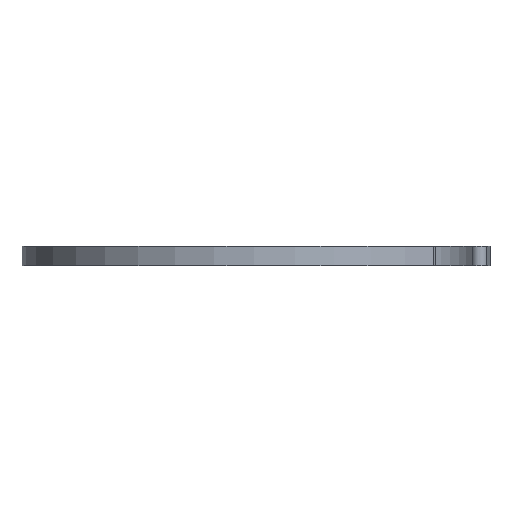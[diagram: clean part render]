
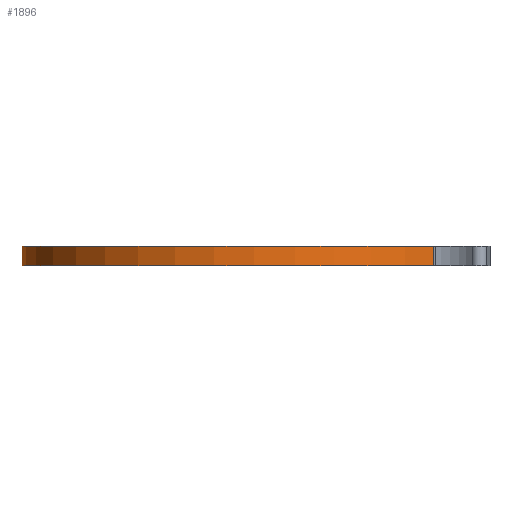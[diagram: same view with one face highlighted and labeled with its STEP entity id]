
A CAD part, left-side view. The second image highlights one B-rep face of the part: STEP entity #1896.
In plain terms, the highlighted cylindrical face has radius 61 mm (diameter 122 mm), a partial arc.
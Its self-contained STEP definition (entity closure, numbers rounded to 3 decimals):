
#84 = PLANE('',#85);
#85 = AXIS2_PLACEMENT_3D('',#86,#87,#88);
#86 = CARTESIAN_POINT('',(-12.053,-56.451,5.));
#87 = DIRECTION('',(0.,0.,-1.));
#88 = DIRECTION('',(-1.,0.,0.));
#143 = PLANE('',#144);
#144 = AXIS2_PLACEMENT_3D('',#145,#146,#147);
#145 = CARTESIAN_POINT('',(-12.053,-56.451,0.));
#146 = DIRECTION('',(0.,0.,-1.));
#147 = DIRECTION('',(-1.,0.,0.));
#207 = CYLINDRICAL_SURFACE('',#208,2.);
#208 = AXIS2_PLACEMENT_3D('',#209,#210,#211);
#209 = CARTESIAN_POINT('',(-38.5,-44.708,0.));
#210 = DIRECTION('',(-0.,-0.,-1.));
#211 = DIRECTION('',(1.,0.,0.));
#337 = VERTEX_POINT('',#338);
#338 = CARTESIAN_POINT('',(-39.805,-46.223,0.));
#364 = EDGE_CURVE('',#365,#337,#367,.T.);
#365 = VERTEX_POINT('',#366);
#366 = CARTESIAN_POINT('',(39.805,-46.223,0.));
#367 = SURFACE_CURVE('',#368,(#373,#384),.PCURVE_S1.);
#368 = CIRCLE('',#369,61.);
#369 = AXIS2_PLACEMENT_3D('',#370,#371,#372);
#370 = CARTESIAN_POINT('',(0.,0.,0.));
#371 = DIRECTION('',(0.,0.,1.));
#372 = DIRECTION('',(1.,0.,0.));
#373 = PCURVE('',#143,#374);
#374 = DEFINITIONAL_REPRESENTATION('',(#375),#383);
#375 = ( BOUNDED_CURVE() B_SPLINE_CURVE(2,(#376,#377,#378,#379,#380,#381
,#382),.UNSPECIFIED.,.F.,.F.) B_SPLINE_CURVE_WITH_KNOTS((1,2,2,2,2,1),(
    -2.094,0.,2.094,4.189,6.283,
8.378),.UNSPECIFIED.) CURVE() GEOMETRIC_REPRESENTATION_ITEM() 
RATIONAL_B_SPLINE_CURVE((1.,0.5,1.,0.5,1.,0.5,1.)) REPRESENTATION_ITEM(
  '') );
#376 = CARTESIAN_POINT('',(-73.053,56.451));
#377 = CARTESIAN_POINT('',(-73.053,162.106));
#378 = CARTESIAN_POINT('',(18.447,109.279));
#379 = CARTESIAN_POINT('',(109.947,56.451));
#380 = CARTESIAN_POINT('',(18.447,3.623));
#381 = CARTESIAN_POINT('',(-73.053,-49.204));
#382 = CARTESIAN_POINT('',(-73.053,56.451));
#383 = ( GEOMETRIC_REPRESENTATION_CONTEXT(2) 
PARAMETRIC_REPRESENTATION_CONTEXT() REPRESENTATION_CONTEXT('2D SPACE',''
  ) );
#384 = PCURVE('',#385,#390);
#385 = CYLINDRICAL_SURFACE('',#386,61.);
#386 = AXIS2_PLACEMENT_3D('',#387,#388,#389);
#387 = CARTESIAN_POINT('',(0.,0.,0.));
#388 = DIRECTION('',(-0.,-0.,-1.));
#389 = DIRECTION('',(1.,0.,0.));
#390 = DEFINITIONAL_REPRESENTATION('',(#391),#395);
#391 = LINE('',#392,#393);
#392 = CARTESIAN_POINT('',(-0.,0.));
#393 = VECTOR('',#394,1.);
#394 = DIRECTION('',(-1.,0.));
#395 = ( GEOMETRIC_REPRESENTATION_CONTEXT(2) 
PARAMETRIC_REPRESENTATION_CONTEXT() REPRESENTATION_CONTEXT('2D SPACE',''
  ) );
#418 = CYLINDRICAL_SURFACE('',#419,2.);
#419 = AXIS2_PLACEMENT_3D('',#420,#421,#422);
#420 = CARTESIAN_POINT('',(38.5,-44.708,0.));
#421 = DIRECTION('',(-0.,-0.,-1.));
#422 = DIRECTION('',(1.,0.,0.));
#1103 = VERTEX_POINT('',#1104);
#1104 = CARTESIAN_POINT('',(-39.805,-46.223,5.));
#1130 = EDGE_CURVE('',#1131,#1103,#1133,.T.);
#1131 = VERTEX_POINT('',#1132);
#1132 = CARTESIAN_POINT('',(39.805,-46.223,5.));
#1133 = SURFACE_CURVE('',#1134,(#1139,#1150),.PCURVE_S1.);
#1134 = CIRCLE('',#1135,61.);
#1135 = AXIS2_PLACEMENT_3D('',#1136,#1137,#1138);
#1136 = CARTESIAN_POINT('',(0.,0.,5.));
#1137 = DIRECTION('',(0.,0.,1.));
#1138 = DIRECTION('',(1.,0.,0.));
#1139 = PCURVE('',#84,#1140);
#1140 = DEFINITIONAL_REPRESENTATION('',(#1141),#1149);
#1141 = ( BOUNDED_CURVE() B_SPLINE_CURVE(2,(#1142,#1143,#1144,#1145,
#1146,#1147,#1148),.UNSPECIFIED.,.F.,.F.) B_SPLINE_CURVE_WITH_KNOTS((1,2
    ,2,2,2,1),(-2.094,0.,2.094,4.189,
6.283,8.378),.UNSPECIFIED.) CURVE() 
GEOMETRIC_REPRESENTATION_ITEM() RATIONAL_B_SPLINE_CURVE((1.,0.5,1.,0.5,
1.,0.5,1.)) REPRESENTATION_ITEM('') );
#1142 = CARTESIAN_POINT('',(-73.053,56.451));
#1143 = CARTESIAN_POINT('',(-73.053,162.106));
#1144 = CARTESIAN_POINT('',(18.447,109.279));
#1145 = CARTESIAN_POINT('',(109.947,56.451));
#1146 = CARTESIAN_POINT('',(18.447,3.623));
#1147 = CARTESIAN_POINT('',(-73.053,-49.204));
#1148 = CARTESIAN_POINT('',(-73.053,56.451));
#1149 = ( GEOMETRIC_REPRESENTATION_CONTEXT(2) 
PARAMETRIC_REPRESENTATION_CONTEXT() REPRESENTATION_CONTEXT('2D SPACE',''
  ) );
#1150 = PCURVE('',#385,#1151);
#1151 = DEFINITIONAL_REPRESENTATION('',(#1152),#1156);
#1152 = LINE('',#1153,#1154);
#1153 = CARTESIAN_POINT('',(-0.,-5.));
#1154 = VECTOR('',#1155,1.);
#1155 = DIRECTION('',(-1.,0.));
#1156 = ( GEOMETRIC_REPRESENTATION_CONTEXT(2) 
PARAMETRIC_REPRESENTATION_CONTEXT() REPRESENTATION_CONTEXT('2D SPACE',''
  ) );
#1846 = EDGE_CURVE('',#337,#1103,#1847,.T.);
#1847 = SURFACE_CURVE('',#1848,(#1852,#1859),.PCURVE_S1.);
#1848 = LINE('',#1849,#1850);
#1849 = CARTESIAN_POINT('',(-39.805,-46.223,0.));
#1850 = VECTOR('',#1851,1.);
#1851 = DIRECTION('',(0.,0.,1.));
#1852 = PCURVE('',#207,#1853);
#1853 = DEFINITIONAL_REPRESENTATION('',(#1854),#1858);
#1854 = LINE('',#1855,#1856);
#1855 = CARTESIAN_POINT('',(-4.001,0.));
#1856 = VECTOR('',#1857,1.);
#1857 = DIRECTION('',(-0.,-1.));
#1858 = ( GEOMETRIC_REPRESENTATION_CONTEXT(2) 
PARAMETRIC_REPRESENTATION_CONTEXT() REPRESENTATION_CONTEXT('2D SPACE',''
  ) );
#1859 = PCURVE('',#385,#1860);
#1860 = DEFINITIONAL_REPRESENTATION('',(#1861),#1865);
#1861 = LINE('',#1862,#1863);
#1862 = CARTESIAN_POINT('',(-10.285,0.));
#1863 = VECTOR('',#1864,1.);
#1864 = DIRECTION('',(-0.,-1.));
#1865 = ( GEOMETRIC_REPRESENTATION_CONTEXT(2) 
PARAMETRIC_REPRESENTATION_CONTEXT() REPRESENTATION_CONTEXT('2D SPACE',''
  ) );
#1896 = ADVANCED_FACE('',(#1897),#385,.T.);
#1897 = FACE_BOUND('',#1898,.F.);
#1898 = EDGE_LOOP('',(#1899,#1920,#1921,#1922));
#1899 = ORIENTED_EDGE('',*,*,#1900,.T.);
#1900 = EDGE_CURVE('',#365,#1131,#1901,.T.);
#1901 = SURFACE_CURVE('',#1902,(#1906,#1913),.PCURVE_S1.);
#1902 = LINE('',#1903,#1904);
#1903 = CARTESIAN_POINT('',(39.805,-46.223,0.));
#1904 = VECTOR('',#1905,1.);
#1905 = DIRECTION('',(0.,0.,1.));
#1906 = PCURVE('',#385,#1907);
#1907 = DEFINITIONAL_REPRESENTATION('',(#1908),#1912);
#1908 = LINE('',#1909,#1910);
#1909 = CARTESIAN_POINT('',(-5.423,0.));
#1910 = VECTOR('',#1911,1.);
#1911 = DIRECTION('',(-0.,-1.));
#1912 = ( GEOMETRIC_REPRESENTATION_CONTEXT(2) 
PARAMETRIC_REPRESENTATION_CONTEXT() REPRESENTATION_CONTEXT('2D SPACE',''
  ) );
#1913 = PCURVE('',#418,#1914);
#1914 = DEFINITIONAL_REPRESENTATION('',(#1915),#1919);
#1915 = LINE('',#1916,#1917);
#1916 = CARTESIAN_POINT('',(-5.423,0.));
#1917 = VECTOR('',#1918,1.);
#1918 = DIRECTION('',(-0.,-1.));
#1919 = ( GEOMETRIC_REPRESENTATION_CONTEXT(2) 
PARAMETRIC_REPRESENTATION_CONTEXT() REPRESENTATION_CONTEXT('2D SPACE',''
  ) );
#1920 = ORIENTED_EDGE('',*,*,#1130,.T.);
#1921 = ORIENTED_EDGE('',*,*,#1846,.F.);
#1922 = ORIENTED_EDGE('',*,*,#364,.F.);
